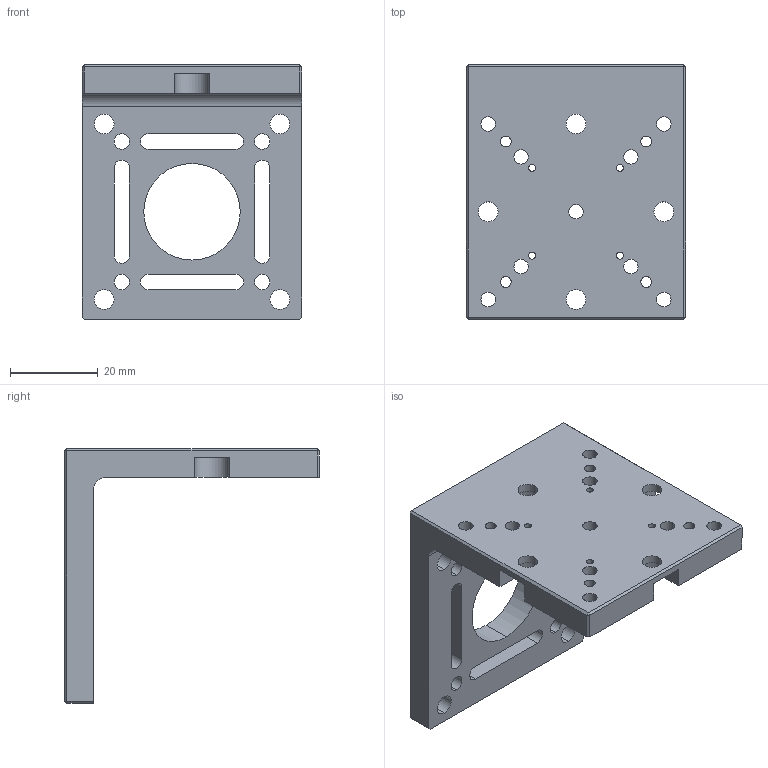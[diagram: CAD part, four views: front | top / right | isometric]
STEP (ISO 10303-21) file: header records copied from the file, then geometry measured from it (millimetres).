
FILE_DESCRIPTION (( 'STEP AP203' ), '1' );
FILE_NAME ('GCM-030241M 俋倛芞.STEP', '2017-12-22T01:31:39', ( 'china' ), ( 'china' ), 'SwSTEP 2.0', 'SolidWorks 2015', '' );
FILE_SCHEMA (( 'CONFIG_CONTROL_DESIGN' ));
Length unit declared in the file: millimetre
Products named in the file (1): GCM-030241M 俋倛芞
Bounding box: 50 x 58 x 58 mm (x, y, z)
Volume: 28516.1 mm3; surface area: 14693.9 mm2
Topology: 1 solids, 1 shells, 120 faces, 335 edges, 217 vertices
Faces by surface type: cylinder 77, plane 43
Entity records: 4115 total; most frequent: DIRECTION 732, CARTESIAN_POINT 673, ORIENTED_EDGE 670, EDGE_CURVE 335, AXIS2_PLACEMENT_3D 276, VERTEX_POINT 217, EDGE_LOOP 188, LINE 180
